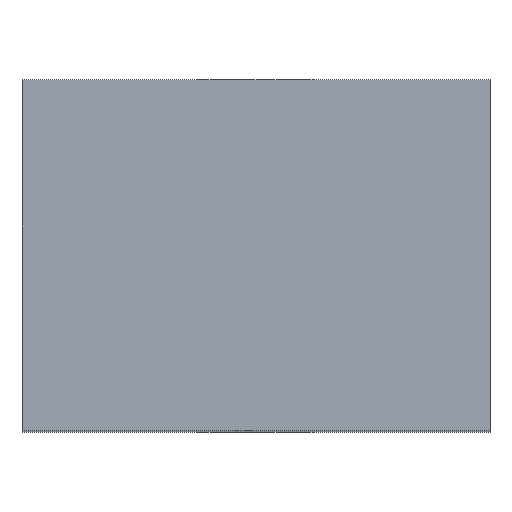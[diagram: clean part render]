
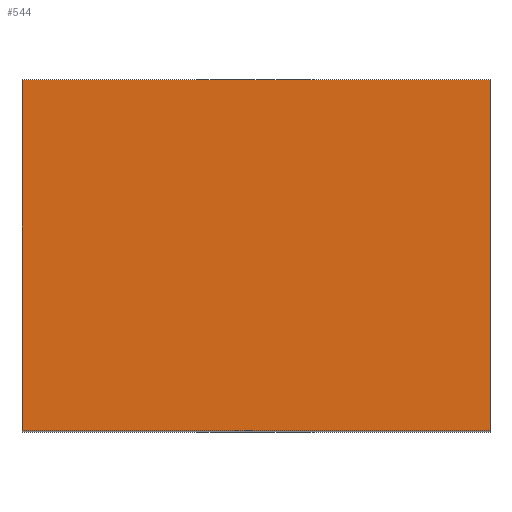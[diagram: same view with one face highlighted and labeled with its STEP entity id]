
A CAD part, top view. The second image highlights one B-rep face of the part: STEP entity #544.
In plain terms, the highlighted planar face has unit normal (0, 0, 1).
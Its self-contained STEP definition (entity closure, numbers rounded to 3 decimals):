
#7 = CARTESIAN_POINT ( 'NONE',  ( 10., -7.5, 22.5 ) ) ;
#26 = CARTESIAN_POINT ( 'NONE',  ( 10., -7.5, 22.5 ) ) ;
#27 = VERTEX_POINT ( 'NONE', #104 ) ;
#46 = ORIENTED_EDGE ( 'NONE', *, *, #552, .T. ) ;
#81 = DIRECTION ( 'NONE',  ( 0., 1., 0. ) ) ;
#104 = CARTESIAN_POINT ( 'NONE',  ( -10., -7.5, 22.5 ) ) ;
#110 = VERTEX_POINT ( 'NONE', #304 ) ;
#132 = DIRECTION ( 'NONE',  ( -1., 0., 0. ) ) ;
#133 = EDGE_LOOP ( 'NONE', ( #46, #171, #489, #516 ) ) ;
#139 = VECTOR ( 'NONE', #81, 1000. ) ;
#171 = ORIENTED_EDGE ( 'NONE', *, *, #402, .T. ) ;
#240 = CARTESIAN_POINT ( 'NONE',  ( 10., 7.5, 22.5 ) ) ;
#242 = CARTESIAN_POINT ( 'NONE',  ( 10., 7.5, 22.5 ) ) ;
#274 = LINE ( 'NONE', #240, #527 ) ;
#304 = CARTESIAN_POINT ( 'NONE',  ( -10., 7.5, 22.5 ) ) ;
#316 = CARTESIAN_POINT ( 'NONE',  ( 10., 7.5, 22.5 ) ) ;
#319 = DIRECTION ( 'NONE',  ( 1., 0., 0. ) ) ;
#322 = FACE_OUTER_BOUND ( 'NONE', #133, .T. ) ;
#330 = PLANE ( 'NONE',  #567 ) ;
#354 = VERTEX_POINT ( 'NONE', #316 ) ;
#358 = LINE ( 'NONE', #7, #566 ) ;
#364 = VECTOR ( 'NONE', #483, 1000. ) ;
#402 = EDGE_CURVE ( 'NONE', #27, #634, #358, .T. ) ;
#483 = DIRECTION ( 'NONE',  ( 0., -1., 0. ) ) ;
#484 = DIRECTION ( 'NONE',  ( 0., 0., -1. ) ) ;
#489 = ORIENTED_EDGE ( 'NONE', *, *, #571, .T. ) ;
#497 = LINE ( 'NONE', #533, #364 ) ;
#516 = ORIENTED_EDGE ( 'NONE', *, *, #596, .T. ) ;
#527 = VECTOR ( 'NONE', #584, 1000. ) ;
#533 = CARTESIAN_POINT ( 'NONE',  ( -10., 7.5, 22.5 ) ) ;
#544 = ADVANCED_FACE ( 'NONE', ( #322 ), #330, .F. ) ;
#552 = EDGE_CURVE ( 'NONE', #110, #27, #497, .T. ) ;
#566 = VECTOR ( 'NONE', #319, 1000. ) ;
#567 = AXIS2_PLACEMENT_3D ( 'NONE', #629, #484, #132 ) ;
#571 = EDGE_CURVE ( 'NONE', #634, #354, #579, .T. ) ;
#579 = LINE ( 'NONE', #242, #139 ) ;
#584 = DIRECTION ( 'NONE',  ( -1., 0., 0. ) ) ;
#596 = EDGE_CURVE ( 'NONE', #354, #110, #274, .T. ) ;
#629 = CARTESIAN_POINT ( 'NONE',  ( 0., 0., 22.5 ) ) ;
#634 = VERTEX_POINT ( 'NONE', #26 ) ;
